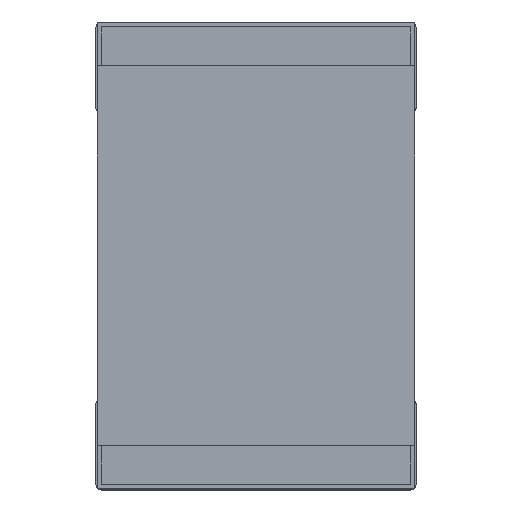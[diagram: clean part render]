
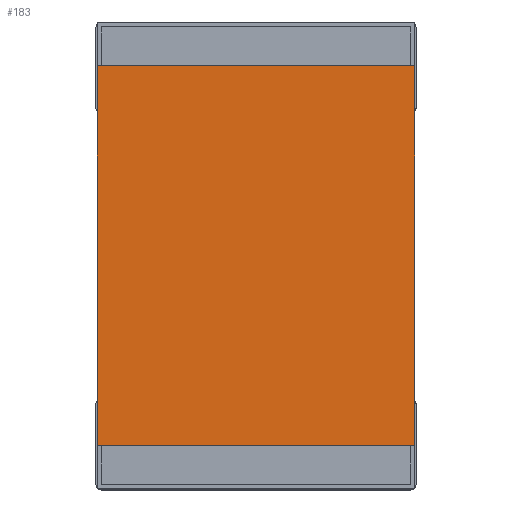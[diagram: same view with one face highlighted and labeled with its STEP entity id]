
A CAD part, top view. The second image highlights one B-rep face of the part: STEP entity #183.
In plain terms, the highlighted free-form (B-spline) face has degree [1, 1] with [2, 2] control points.
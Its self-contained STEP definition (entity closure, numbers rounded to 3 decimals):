
#125=CARTESIAN_POINT('',(0.59,-0.705,0.465));
#126=VERTEX_POINT('',#125);
#132=CARTESIAN_POINT('',(0.59,0.705,0.465));
#133=VERTEX_POINT('',#132);
#134=CARTESIAN_POINT('',(0.59,-0.705,0.465));
#135=CARTESIAN_POINT('',(0.59,0.705,0.465));
#136=B_SPLINE_CURVE_WITH_KNOTS('',1,(#134,#135),.POLYLINE_FORM.,.F.,.U.,(2,2),(0.092,0.908),.UNSPECIFIED.);
#137=EDGE_CURVE('',#126,#133,#136,.T.);
#156=CARTESIAN_POINT('',(0.59,-0.865,0.465));
#157=CARTESIAN_POINT('',(0.59,0.865,0.465));
#158=CARTESIAN_POINT('',(-0.59,-0.865,0.465));
#159=CARTESIAN_POINT('',(-0.59,0.865,0.465));
#160=B_SPLINE_SURFACE_WITH_KNOTS('',1,1,((#156,#157),(#158,#159)),.PLANE_SURF.,.F.,.F.,.U.,(2,2),(2,2),(0.,1.),(0.,1.),.UNSPECIFIED.);
#161=ORIENTED_EDGE('',*,*,#137,.F.);
#162=CARTESIAN_POINT('',(-0.59,-0.705,0.465));
#163=VERTEX_POINT('',#162);
#164=CARTESIAN_POINT('',(0.59,-0.705,0.465));
#165=CARTESIAN_POINT('',(-0.59,-0.705,0.465));
#166=B_SPLINE_CURVE_WITH_KNOTS('',1,(#164,#165),.POLYLINE_FORM.,.F.,.U.,(2,2),(0.318,0.78),.UNSPECIFIED.);
#167=EDGE_CURVE('',#126,#163,#166,.T.);
#168=ORIENTED_EDGE('',*,*,#167,.T.);
#169=CARTESIAN_POINT('',(-0.59,0.705,0.465));
#170=VERTEX_POINT('',#169);
#171=CARTESIAN_POINT('',(-0.59,-0.705,0.465));
#172=CARTESIAN_POINT('',(-0.59,0.705,0.465));
#173=B_SPLINE_CURVE_WITH_KNOTS('',1,(#171,#172),.POLYLINE_FORM.,.F.,.U.,(2,2),(0.092,0.908),.UNSPECIFIED.);
#174=EDGE_CURVE('',#163,#170,#173,.T.);
#175=ORIENTED_EDGE('',*,*,#174,.T.);
#176=CARTESIAN_POINT('',(0.59,0.705,0.465));
#177=CARTESIAN_POINT('',(-0.59,0.705,0.465));
#178=B_SPLINE_CURVE_WITH_KNOTS('',1,(#176,#177),.POLYLINE_FORM.,.F.,.U.,(2,2),(0.318,0.78),.UNSPECIFIED.);
#179=EDGE_CURVE('',#133,#170,#178,.T.);
#180=ORIENTED_EDGE('',*,*,#179,.F.);
#181=EDGE_LOOP('',(#161,#168,#175,#180));
#182=FACE_OUTER_BOUND('',#181,.F.);
#183=ADVANCED_FACE('',(#182),#160,.F.);
